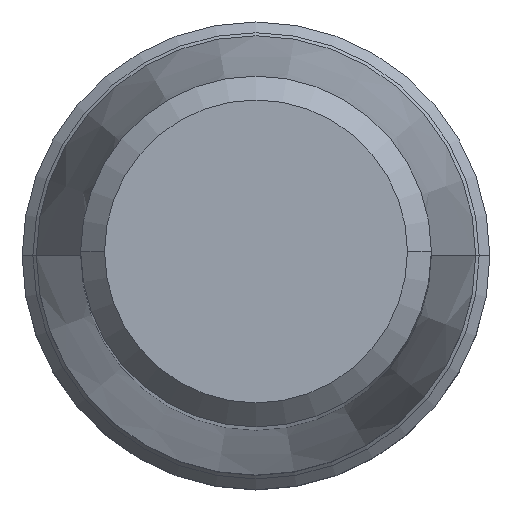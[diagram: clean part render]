
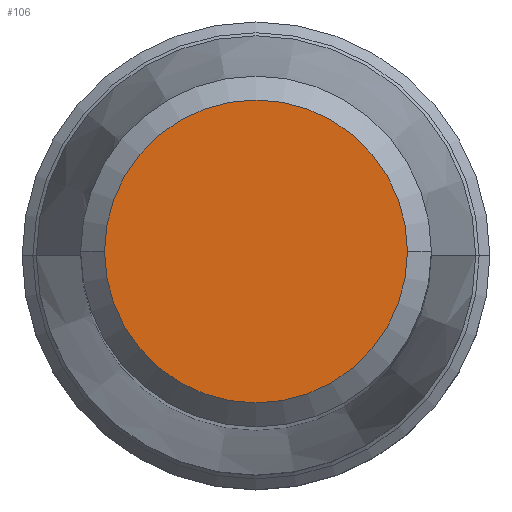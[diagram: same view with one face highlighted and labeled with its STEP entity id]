
A CAD part, top view. The second image highlights one B-rep face of the part: STEP entity #106.
In plain terms, the highlighted planar face has unit normal (0, 0, 1).
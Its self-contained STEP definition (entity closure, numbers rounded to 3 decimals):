
#59=PLANE('',#1084);
#106=ADVANCED_FACE('',(#197),#59,.F.);
#197=FACE_OUTER_BOUND('',#253,.T.);
#253=EDGE_LOOP('',(#437,#438));
#437=ORIENTED_EDGE('',*,*,#647,.F.);
#438=ORIENTED_EDGE('',*,*,#649,.F.);
#546=VERTEX_POINT('',#1642);
#547=VERTEX_POINT('',#1644);
#647=EDGE_CURVE('',#546,#547,#729,.T.);
#649=EDGE_CURVE('',#547,#546,#730,.T.);
#729=CIRCLE('',#1080,8.225);
#730=CIRCLE('',#1082,8.225);
#1080=AXIS2_PLACEMENT_3D('',#1643,#1364,#1365);
#1082=AXIS2_PLACEMENT_3D('',#1647,#1369,#1370);
#1084=AXIS2_PLACEMENT_3D('',#1649,#1373,#1374);
#1364=DIRECTION('',(0.,0.,-1.));
#1365=DIRECTION('',(1.,0.,0.));
#1369=DIRECTION('',(0.,0.,-1.));
#1370=DIRECTION('',(-1.,0.,0.));
#1373=DIRECTION('',(0.,0.,-1.));
#1374=DIRECTION('',(1.,0.,0.));
#1642=CARTESIAN_POINT('',(8.225,0.,0.));
#1643=CARTESIAN_POINT('',(0.,0.,0.));
#1644=CARTESIAN_POINT('',(-8.225,0.,0.));
#1647=CARTESIAN_POINT('',(0.,0.,0.));
#1649=CARTESIAN_POINT('',(0.,0.,0.));
